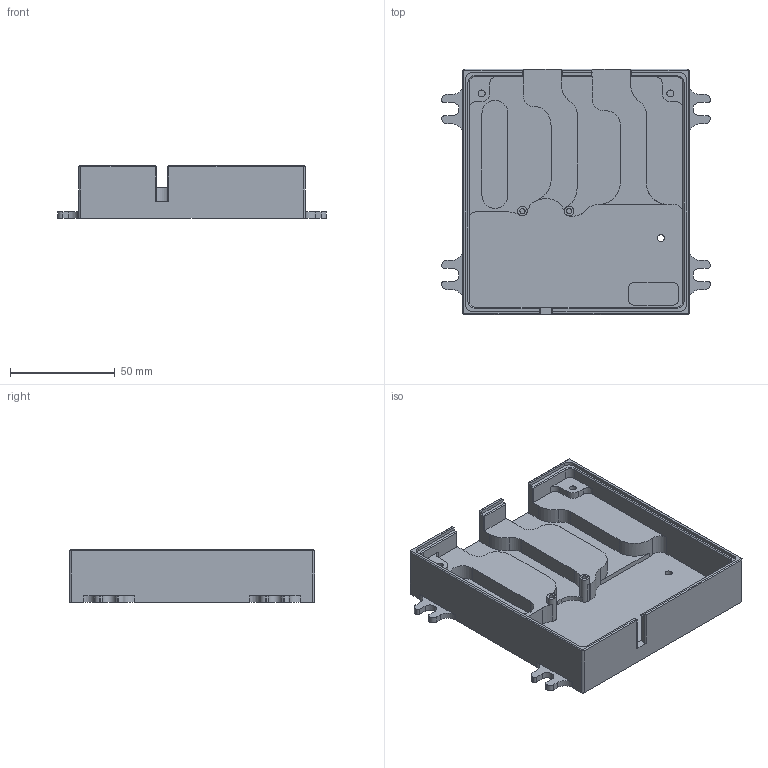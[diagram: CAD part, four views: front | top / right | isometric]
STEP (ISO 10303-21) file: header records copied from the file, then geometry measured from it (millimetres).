
FILE_DESCRIPTION(/* description */ (''),/* implementation_level */ '2;1');
FILE_NAME(/* name */ 'A200S V1.3.4 Heatsink.step',/* time_stamp */ '2019-01-06T22:04:31+00:00',/* author */ (''),/* organization */ (''),/* preprocessor_version */ 'ST-DEVELOPER v17.2',/* originating_system */ 'Autodesk Translation Framework v7.6.0.251',/* authorisation */ '');
FILE_SCHEMA (('AUTOMOTIVE_DESIGN { 1 0 10303 214 3 1 1 }'));
Length unit declared in the file: millimetre
Products named in the file (1): FusionComponent
Bounding box: 128 x 117 x 25 mm (x, y, z)
Volume: 131345.1 mm3; surface area: 47064.4 mm2
Topology: 1 solids, 1 shells, 233 faces, 643 edges, 406 vertices
Faces by surface type: plane 121, cylinder 96, cone 16
Full cylindrical faces by diameter (mm): 2.5 x2, 3.3 x3, 4.5 x2
Entity records: 7366 total; most frequent: DIRECTION 1308, CARTESIAN_POINT 1271, ORIENTED_EDGE 1262, EDGE_CURVE 631, AXIS2_PLACEMENT_3D 443, LINE 422, VECTOR 422, VERTEX_POINT 406
